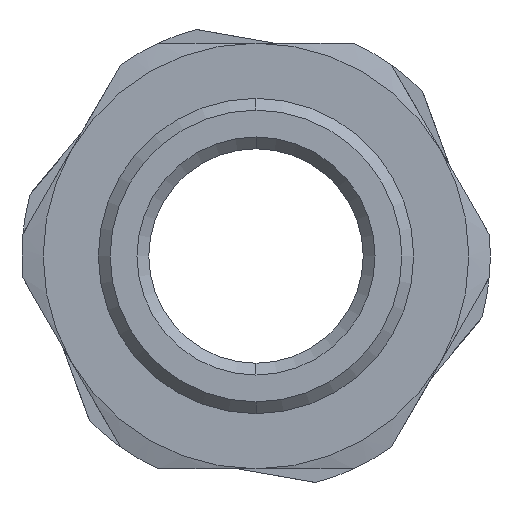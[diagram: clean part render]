
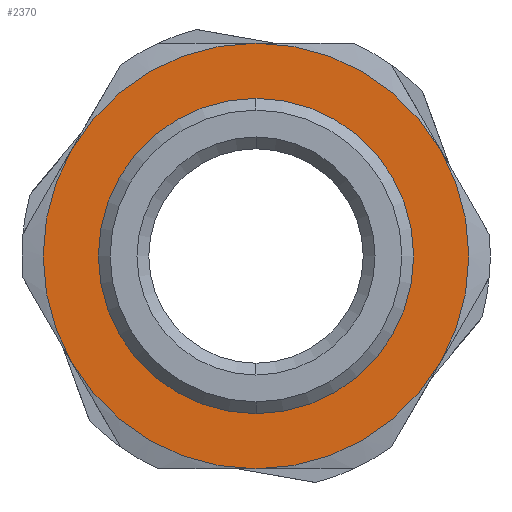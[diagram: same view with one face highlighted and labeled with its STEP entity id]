
A CAD part, left-side view. The second image highlights one B-rep face of the part: STEP entity #2370.
In plain terms, the highlighted planar face has unit normal (-1, 0, 0).
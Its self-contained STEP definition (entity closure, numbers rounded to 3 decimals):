
#17 = DIRECTION ( 'NONE',  ( 1., 0., 0. ) ) ;
#90 = DIRECTION ( 'NONE',  ( 0., 0., -1. ) ) ;
#119 = CIRCLE ( 'NONE', #137, 10. ) ;
#134 = VERTEX_POINT ( 'NONE', #1020 ) ;
#137 = AXIS2_PLACEMENT_3D ( 'NONE', #712, #2392, #277 ) ;
#147 = VERTEX_POINT ( 'NONE', #2770 ) ;
#179 = CIRCLE ( 'NONE', #2685, 10. ) ;
#277 = DIRECTION ( 'NONE',  ( 0., 0., -1. ) ) ;
#322 = AXIS2_PLACEMENT_3D ( 'NONE', #999, #17, #527 ) ;
#371 = VERTEX_POINT ( 'NONE', #2205 ) ;
#469 = CARTESIAN_POINT ( 'NONE',  ( 15.3, 11.691, -6.75 ) ) ;
#499 = CARTESIAN_POINT ( 'NONE',  ( 15.3, -11.691, 6.75 ) ) ;
#527 = DIRECTION ( 'NONE',  ( 0., 0., -1. ) ) ;
#528 = CIRCLE ( 'NONE', #322, 13.5 ) ;
#604 = DIRECTION ( 'NONE',  ( 0., 0., -1. ) ) ;
#607 = CIRCLE ( 'NONE', #840, 13.5 ) ;
#608 = VERTEX_POINT ( 'NONE', #821 ) ;
#649 = AXIS2_PLACEMENT_3D ( 'NONE', #1572, #1780, #90 ) ;
#677 = CIRCLE ( 'NONE', #649, 13.5 ) ;
#701 = CARTESIAN_POINT ( 'NONE',  ( 15.3, 0., 0. ) ) ;
#712 = CARTESIAN_POINT ( 'NONE',  ( 15.3, 0., 0. ) ) ;
#725 = AXIS2_PLACEMENT_3D ( 'NONE', #1301, #933, #1111 ) ;
#775 = DIRECTION ( 'NONE',  ( 1., 0., 0. ) ) ;
#805 = DIRECTION ( 'NONE',  ( 0., 0., -1. ) ) ;
#821 = CARTESIAN_POINT ( 'NONE',  ( 15.3, 0., 13.5 ) ) ;
#840 = AXIS2_PLACEMENT_3D ( 'NONE', #2037, #775, #1213 ) ;
#861 = PLANE ( 'NONE',  #1658 ) ;
#867 = FACE_OUTER_BOUND ( 'NONE', #1704, .T. ) ;
#868 = ORIENTED_EDGE ( 'NONE', *, *, #1392, .F. ) ;
#933 = DIRECTION ( 'NONE',  ( 1., 0., 0. ) ) ;
#999 = CARTESIAN_POINT ( 'NONE',  ( 15.3, 0., 0. ) ) ;
#1020 = CARTESIAN_POINT ( 'NONE',  ( 15.3, -11.691, -6.75 ) ) ;
#1037 = VERTEX_POINT ( 'NONE', #1900 ) ;
#1111 = DIRECTION ( 'NONE',  ( 0., 0., -1. ) ) ;
#1180 = CIRCLE ( 'NONE', #725, 13.5 ) ;
#1213 = DIRECTION ( 'NONE',  ( 0., 0., -1. ) ) ;
#1221 = DIRECTION ( 'NONE',  ( 1., 0., 0. ) ) ;
#1223 = EDGE_CURVE ( 'NONE', #147, #371, #119, .T. ) ;
#1246 = VERTEX_POINT ( 'NONE', #499 ) ;
#1301 = CARTESIAN_POINT ( 'NONE',  ( 15.3, 0., 0. ) ) ;
#1321 = EDGE_LOOP ( 'NONE', ( #1615, #1433 ) ) ;
#1329 = EDGE_CURVE ( 'NONE', #608, #1246, #677, .T. ) ;
#1374 = CIRCLE ( 'NONE', #2375, 13.5 ) ;
#1392 = EDGE_CURVE ( 'NONE', #1246, #134, #607, .T. ) ;
#1433 = ORIENTED_EDGE ( 'NONE', *, *, #1734, .T. ) ;
#1473 = ORIENTED_EDGE ( 'NONE', *, *, #2208, .F. ) ;
#1516 = CARTESIAN_POINT ( 'NONE',  ( 15.3, 10., 0. ) ) ;
#1572 = CARTESIAN_POINT ( 'NONE',  ( 15.3, 0., 0. ) ) ;
#1582 = ORIENTED_EDGE ( 'NONE', *, *, #1329, .F. ) ;
#1615 = ORIENTED_EDGE ( 'NONE', *, *, #1223, .T. ) ;
#1658 = AXIS2_PLACEMENT_3D ( 'NONE', #1516, #1850, #604 ) ;
#1704 = EDGE_LOOP ( 'NONE', ( #2495, #2750, #868, #1582, #2109, #1473 ) ) ;
#1734 = EDGE_CURVE ( 'NONE', #371, #147, #179, .T. ) ;
#1754 = EDGE_CURVE ( 'NONE', #608, #2775, #2771, .T. ) ;
#1780 = DIRECTION ( 'NONE',  ( 1., 0., 0. ) ) ;
#1850 = DIRECTION ( 'NONE',  ( 1., 0., 0. ) ) ;
#1900 = CARTESIAN_POINT ( 'NONE',  ( 15.3, 0., -13.5 ) ) ;
#1976 = EDGE_CURVE ( 'NONE', #1037, #2474, #528, .T. ) ;
#2037 = CARTESIAN_POINT ( 'NONE',  ( 15.3, 0., 0. ) ) ;
#2067 = DIRECTION ( 'NONE',  ( 1., 0., 0. ) ) ;
#2109 = ORIENTED_EDGE ( 'NONE', *, *, #1754, .T. ) ;
#2173 = CARTESIAN_POINT ( 'NONE',  ( 15.3, 11.691, 6.75 ) ) ;
#2205 = CARTESIAN_POINT ( 'NONE',  ( 15.3, 0., 10. ) ) ;
#2208 = EDGE_CURVE ( 'NONE', #2474, #2775, #1374, .T. ) ;
#2272 = CARTESIAN_POINT ( 'NONE',  ( 15.3, 0., 0. ) ) ;
#2370 = ADVANCED_FACE ( 'NONE', ( #2556, #867 ), #861, .F. ) ;
#2375 = AXIS2_PLACEMENT_3D ( 'NONE', #2272, #2067, #805 ) ;
#2392 = DIRECTION ( 'NONE',  ( 1., 0., 0. ) ) ;
#2394 = DIRECTION ( 'NONE',  ( 0., 0., 1. ) ) ;
#2474 = VERTEX_POINT ( 'NONE', #469 ) ;
#2495 = ORIENTED_EDGE ( 'NONE', *, *, #1976, .F. ) ;
#2505 = CARTESIAN_POINT ( 'NONE',  ( 15.3, 0., 0. ) ) ;
#2514 = DIRECTION ( 'NONE',  ( 0., 0., -1. ) ) ;
#2556 = FACE_BOUND ( 'NONE', #1321, .T. ) ;
#2662 = DIRECTION ( 'NONE',  ( -1., 0., 0. ) ) ;
#2685 = AXIS2_PLACEMENT_3D ( 'NONE', #2505, #1221, #2514 ) ;
#2720 = AXIS2_PLACEMENT_3D ( 'NONE', #701, #2662, #2394 ) ;
#2750 = ORIENTED_EDGE ( 'NONE', *, *, #2752, .F. ) ;
#2752 = EDGE_CURVE ( 'NONE', #134, #1037, #1180, .T. ) ;
#2770 = CARTESIAN_POINT ( 'NONE',  ( 15.3, 0., -10. ) ) ;
#2771 = CIRCLE ( 'NONE', #2720, 13.5 ) ;
#2775 = VERTEX_POINT ( 'NONE', #2173 ) ;
